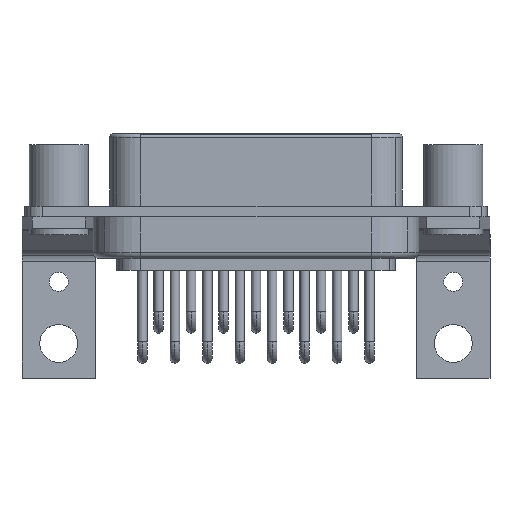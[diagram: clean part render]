
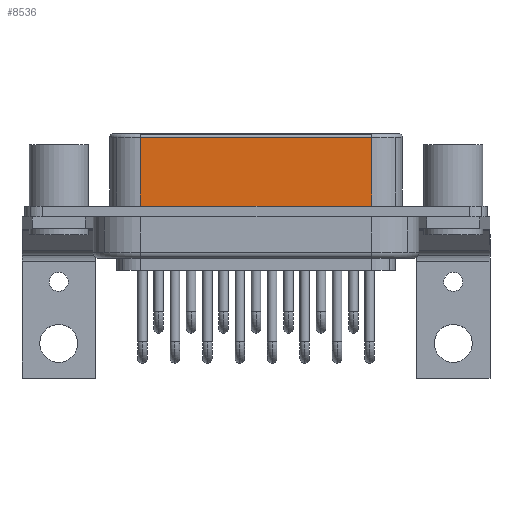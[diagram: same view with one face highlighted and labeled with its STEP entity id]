
A CAD part, top view. The second image highlights one B-rep face of the part: STEP entity #8536.
In plain terms, the highlighted planar face has unit normal (0, 0, 1).
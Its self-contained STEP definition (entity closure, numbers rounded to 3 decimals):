
#7869=CARTESIAN_POINT('',(-9.75,11.57,11.2));
#7870=VERTEX_POINT('',#7869);
#7878=CARTESIAN_POINT('',(-9.75,17.37,11.2));
#7879=VERTEX_POINT('',#7878);
#7880=CARTESIAN_POINT('',(-9.75,11.57,11.2));
#7881=DIRECTION('',(0.0,1.0,0.0));
#7882=VECTOR('',#7881,5.8);
#7883=LINE('',#7880,#7882);
#7884=EDGE_CURVE('',#7870,#7879,#7883,.T.);
#8341=CARTESIAN_POINT('',(9.75,17.37,11.2));
#8342=VERTEX_POINT('',#8341);
#8350=CARTESIAN_POINT('',(9.75,11.57,11.2));
#8351=VERTEX_POINT('',#8350);
#8352=CARTESIAN_POINT('',(9.75,11.57,11.2));
#8353=DIRECTION('',(0.0,1.0,0.0));
#8354=VECTOR('',#8353,5.8);
#8355=LINE('',#8352,#8354);
#8356=EDGE_CURVE('',#8351,#8342,#8355,.T.);
#8510=CARTESIAN_POINT('',(-9.75,17.37,11.2));
#8511=DIRECTION('',(1.0,0.0,0.0));
#8512=VECTOR('',#8511,19.5);
#8513=LINE('',#8510,#8512);
#8514=EDGE_CURVE('',#7879,#8342,#8513,.T.);
#8520=CARTESIAN_POINT('',(9.75,11.57,11.2));
#8521=DIRECTION('',(0.0,0.0,1.0));
#8522=DIRECTION('',(1.0,0.0,0.0));
#8523=AXIS2_PLACEMENT_3D('',#8520,#8521,#8522);
#8524=PLANE('',#8523);
#8525=CARTESIAN_POINT('',(9.75,11.57,11.2));
#8526=DIRECTION('',(-1.0,0.0,0.0));
#8527=VECTOR('',#8526,19.5);
#8528=LINE('',#8525,#8527);
#8529=EDGE_CURVE('',#8351,#7870,#8528,.T.);
#8530=ORIENTED_EDGE('',*,*,#8529,.F.);
#8531=ORIENTED_EDGE('',*,*,#8356,.T.);
#8532=ORIENTED_EDGE('',*,*,#8514,.F.);
#8533=ORIENTED_EDGE('',*,*,#7884,.F.);
#8534=EDGE_LOOP('',(#8530,#8531,#8532,#8533));
#8535=FACE_OUTER_BOUND('',#8534,.T.);
#8536=ADVANCED_FACE('',(#8535),#8524,.T.);
